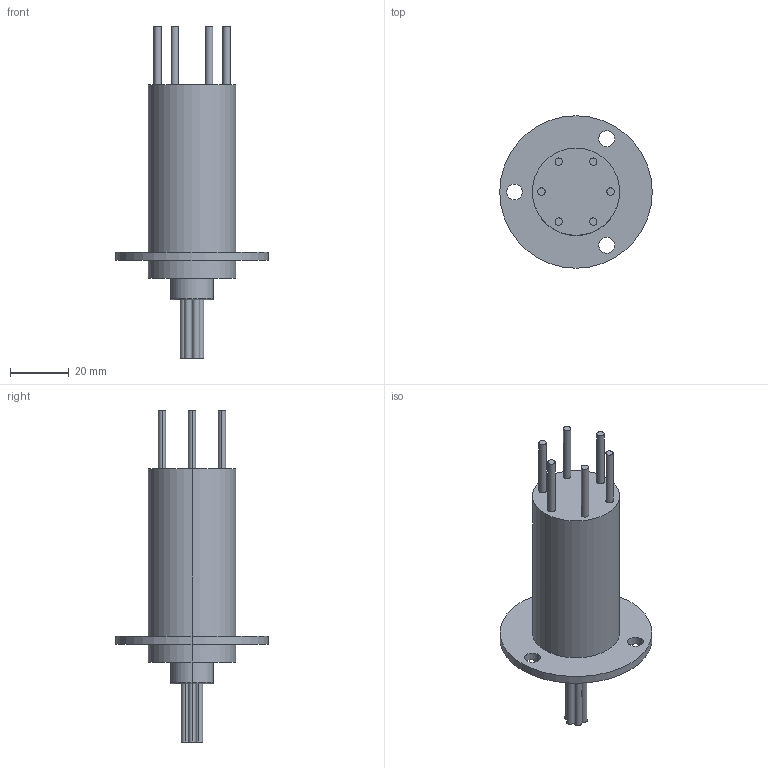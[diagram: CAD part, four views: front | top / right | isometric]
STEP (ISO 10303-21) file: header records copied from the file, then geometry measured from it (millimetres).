
FILE_DESCRIPTION (( 'STEP AP203' ), '1' );
FILE_NAME ('MW1615.STEP', '2025-04-24T08:10:58', ( 'AN' ), ( 'ANN' ), 'SwSTEP 2.0', 'SolidWorks 2018', '' );
FILE_SCHEMA (( 'CONFIG_CONTROL_DESIGN' ));
Length unit declared in the file: millimetre
Products named in the file (1): MW1615
Bounding box: 52 x 52 x 113.3 mm (x, y, z)
Volume: 52249.9 mm3; surface area: 13047.3 mm2
Topology: 1 solids, 1 shells, 66 faces, 136 edges, 90 vertices
Faces by surface type: cylinder 44, plane 20, torus 2
Entity records: 1885 total; most frequent: DIRECTION 362, CARTESIAN_POINT 293, ORIENTED_EDGE 272, AXIS2_PLACEMENT_3D 159, EDGE_CURVE 136, CIRCLE 92, VERTEX_POINT 90, EDGE_LOOP 90
